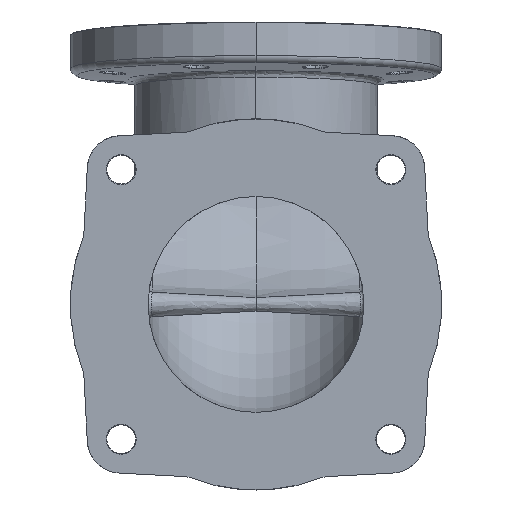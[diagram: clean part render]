
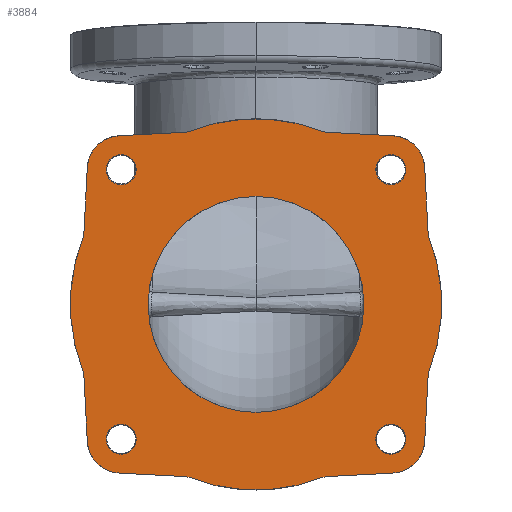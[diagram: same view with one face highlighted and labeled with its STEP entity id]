
A CAD part, front view. The second image highlights one B-rep face of the part: STEP entity #3884.
In plain terms, the highlighted planar face has unit normal (0, -1, 0).
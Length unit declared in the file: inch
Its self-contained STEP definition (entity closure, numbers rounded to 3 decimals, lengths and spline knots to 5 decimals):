
#247=DIRECTION('',(-0.052,0.,0.999));
#248=VECTOR('',#247,1.25643);
#249=CARTESIAN_POINT('',(-3.125,-4.91999,-2.53357));
#250=LINE('',#249,#248);
#259=CARTESIAN_POINT('',(0.,-4.91999,0.));
#260=DIRECTION('',(0.,1.,0.));
#261=DIRECTION('',(0.,0.,-1.));
#262=AXIS2_PLACEMENT_3D('',#259,#260,#261);
#264=CARTESIAN_POINT('',(0.,-4.91999,0.));
#265=DIRECTION('',(0.,-1.,0.));
#266=DIRECTION('',(0.,0.,-1.));
#267=AXIS2_PLACEMENT_3D('',#264,#265,#266);
#269=CARTESIAN_POINT('',(0.,-4.91999,0.));
#270=DIRECTION('',(0.,1.,0.));
#271=DIRECTION('',(0.928,0.,0.372));
#272=AXIS2_PLACEMENT_3D('',#269,#270,#271);
#274=CARTESIAN_POINT('',(2.50086,-4.91999,-2.50086));
#275=DIRECTION('',(0.,-1.,0.));
#276=DIRECTION('',(0.052,0.,-0.999));
#277=AXIS2_PLACEMENT_3D('',#274,#275,#276);
#279=CARTESIAN_POINT('',(0.,-4.91999,0.));
#280=DIRECTION('',(0.,1.,0.));
#281=DIRECTION('',(0.372,0.,-0.928));
#282=AXIS2_PLACEMENT_3D('',#279,#280,#281);
#284=CARTESIAN_POINT('',(-2.50086,-4.91999,
-2.50086));
#285=DIRECTION('',(0.,1.,0.));
#286=DIRECTION('',(-0.052,0.,-0.999));
#287=AXIS2_PLACEMENT_3D('',#284,#285,#286);
#289=CARTESIAN_POINT('',(0.,-4.91999,0.));
#290=DIRECTION('',(0.,1.,0.));
#291=DIRECTION('',(-0.928,0.,-0.372));
#292=AXIS2_PLACEMENT_3D('',#289,#290,#291);
#294=CARTESIAN_POINT('',(-2.50086,-4.91999,2.50086));
#295=DIRECTION('',(0.,1.,0.));
#296=DIRECTION('',(-0.999,0.,0.052));
#297=AXIS2_PLACEMENT_3D('',#294,#295,#296);
#299=CARTESIAN_POINT('',(0.,-4.91999,0.));
#300=DIRECTION('',(0.,1.,0.));
#301=DIRECTION('',(-0.372,0.,0.928));
#302=AXIS2_PLACEMENT_3D('',#299,#300,#301);
#304=CARTESIAN_POINT('',(2.50086,-4.91999,2.50086));
#305=DIRECTION('',(0.,-1.,0.));
#306=DIRECTION('',(0.999,0.,0.052));
#307=AXIS2_PLACEMENT_3D('',#304,#305,#306);
#2126=DIRECTION('',(-0.052,0.,0.999));
#2127=VECTOR('',#2126,1.25643);
#2128=CARTESIAN_POINT('',(3.19076,-4.91999,1.27886));
#2129=LINE('',#2128,#2127);
#2138=DIRECTION('',(-0.999,0.,0.052));
#2139=VECTOR('',#2138,1.25643);
#2140=CARTESIAN_POINT('',(2.53357,-4.91999,3.125));
#2141=LINE('',#2140,#2139);
#2237=DIRECTION('',(0.999,0.,0.052));
#2238=VECTOR('',#2237,1.25643);
#2239=CARTESIAN_POINT('',(-2.53357,-4.91999,3.125));
#2240=LINE('',#2239,#2238);
#2253=DIRECTION('',(0.052,0.,0.999));
#2254=VECTOR('',#2253,1.25643);
#2255=CARTESIAN_POINT('',(-3.19076,-4.91999,
1.27886));
#2256=LINE('',#2255,#2254);
#2420=DIRECTION('',(0.052,0.,0.999));
#2421=VECTOR('',#2420,1.25643);
#2422=CARTESIAN_POINT('',(3.125,-4.91999,-2.53357));
#2423=LINE('',#2422,#2421);
#2480=DIRECTION('',(0.999,0.,0.052));
#2481=VECTOR('',#2480,1.25643);
#2482=CARTESIAN_POINT('',(1.27886,-4.91999,
-3.19076));
#2483=LINE('',#2482,#2481);
#2488=DIRECTION('',(-0.999,0.,0.052));
#2489=VECTOR('',#2488,1.25643);
#2490=CARTESIAN_POINT('',(-1.27886,-4.91999,
-3.19076));
#2491=LINE('',#2490,#2489);
#2500=CARTESIAN_POINT('',(2.497,-4.91999,-2.497));
#2501=DIRECTION('',(0.,-1.,0.));
#2502=DIRECTION('',(0.,0.,-1.));
#2503=AXIS2_PLACEMENT_3D('',#2500,#2501,#2502);
#2510=CARTESIAN_POINT('',(2.497,-4.91999,-2.497));
#2511=DIRECTION('',(0.,-1.,0.));
#2512=DIRECTION('',(0.,0.,1.));
#2513=AXIS2_PLACEMENT_3D('',#2510,#2511,#2512);
#2604=CARTESIAN_POINT('',(-2.497,-4.91999,-2.497));
#2605=DIRECTION('',(0.,-1.,0.));
#2606=DIRECTION('',(0.,0.,-1.));
#2607=AXIS2_PLACEMENT_3D('',#2604,#2605,#2606);
#2614=CARTESIAN_POINT('',(-2.497,-4.91999,-2.497));
#2615=DIRECTION('',(0.,-1.,0.));
#2616=DIRECTION('',(0.,0.,1.));
#2617=AXIS2_PLACEMENT_3D('',#2614,#2615,#2616);
#2708=CARTESIAN_POINT('',(2.497,-4.91999,2.497));
#2709=DIRECTION('',(0.,-1.,0.));
#2710=DIRECTION('',(0.,0.,-1.));
#2711=AXIS2_PLACEMENT_3D('',#2708,#2709,#2710);
#2718=CARTESIAN_POINT('',(2.497,-4.91999,2.497));
#2719=DIRECTION('',(0.,-1.,0.));
#2720=DIRECTION('',(0.,0.,1.));
#2721=AXIS2_PLACEMENT_3D('',#2718,#2719,#2720);
#2812=CARTESIAN_POINT('',(-2.497,-4.91999,2.497));
#2813=DIRECTION('',(0.,-1.,0.));
#2814=DIRECTION('',(0.,0.,-1.));
#2815=AXIS2_PLACEMENT_3D('',#2812,#2813,#2814);
#2822=CARTESIAN_POINT('',(-2.497,-4.91999,2.497));
#2823=DIRECTION('',(0.,-1.,0.));
#2824=DIRECTION('',(0.,0.,1.));
#2825=AXIS2_PLACEMENT_3D('',#2822,#2823,#2824);
#3022=CARTESIAN_POINT('',(0.,-4.91999,-2.));
#3023=CARTESIAN_POINT('',(0.,-4.91999,2.));
#3024=VERTEX_POINT('',#3022);
#3025=VERTEX_POINT('',#3023);
#3026=CARTESIAN_POINT('',(3.19076,-4.91999,1.27886));
#3027=CARTESIAN_POINT('',(3.19076,-4.91999,
-1.27886));
#3028=VERTEX_POINT('',#3026);
#3029=VERTEX_POINT('',#3027);
#3030=CARTESIAN_POINT('',(1.27886,-4.91999,
-3.19076));
#3031=CARTESIAN_POINT('',(-1.27886,-4.91999,
-3.19076));
#3032=VERTEX_POINT('',#3030);
#3033=VERTEX_POINT('',#3031);
#3034=CARTESIAN_POINT('',(-3.19076,-4.91999,
-1.27886));
#3035=CARTESIAN_POINT('',(-3.19076,-4.91999,
1.27886));
#3036=VERTEX_POINT('',#3034);
#3037=VERTEX_POINT('',#3035);
#3038=CARTESIAN_POINT('',(-1.27886,-4.91999,
3.19076));
#3039=CARTESIAN_POINT('',(1.27886,-4.91999,3.19076));
#3040=VERTEX_POINT('',#3038);
#3041=VERTEX_POINT('',#3039);
#3042=CARTESIAN_POINT('',(-2.53357,-4.91999,-3.125));
#3043=VERTEX_POINT('',#3042);
#3044=CARTESIAN_POINT('',(-3.125,-4.91999,-2.53357));
#3045=VERTEX_POINT('',#3044);
#3046=CARTESIAN_POINT('',(-3.125,-4.91999,2.53357));
#3047=VERTEX_POINT('',#3046);
#3048=CARTESIAN_POINT('',(-2.53357,-4.91999,3.125));
#3049=VERTEX_POINT('',#3048);
#3050=CARTESIAN_POINT('',(2.53357,-4.91999,-3.125));
#3051=VERTEX_POINT('',#3050);
#3052=CARTESIAN_POINT('',(3.125,-4.91999,-2.53357));
#3053=VERTEX_POINT('',#3052);
#3054=CARTESIAN_POINT('',(3.125,-4.91999,2.53357));
#3055=VERTEX_POINT('',#3054);
#3056=CARTESIAN_POINT('',(2.53357,-4.91999,3.125));
#3057=VERTEX_POINT('',#3056);
#3078=CARTESIAN_POINT('',(2.497,-4.91999,-2.7745));
#3079=CARTESIAN_POINT('',(2.497,-4.91999,-2.2195));
#3080=VERTEX_POINT('',#3078);
#3081=VERTEX_POINT('',#3079);
#3086=CARTESIAN_POINT('',(-2.497,-4.91999,-2.7745));
#3087=CARTESIAN_POINT('',(-2.497,-4.91999,-2.2195));
#3088=VERTEX_POINT('',#3086);
#3089=VERTEX_POINT('',#3087);
#3094=CARTESIAN_POINT('',(-2.497,-4.91999,2.2195));
#3095=CARTESIAN_POINT('',(-2.497,-4.91999,2.7745));
#3096=VERTEX_POINT('',#3094);
#3097=VERTEX_POINT('',#3095);
#3102=CARTESIAN_POINT('',(2.497,-4.91999,2.2195));
#3103=CARTESIAN_POINT('',(2.497,-4.91999,2.7745));
#3104=VERTEX_POINT('',#3102);
#3105=VERTEX_POINT('',#3103);
#3816=CARTESIAN_POINT('',(4.1284,-4.91999,
-3.75404));
#3817=DIRECTION('',(0.,1.,0.));
#3818=DIRECTION('',(0.,0.,1.));
#3819=AXIS2_PLACEMENT_3D('',#3816,#3817,#3818);
#3820=PLANE('',#3819);
#3822=ORIENTED_EDGE('',*,*,#3821,.T.);
#3824=ORIENTED_EDGE('',*,*,#3823,.F.);
#3826=ORIENTED_EDGE('',*,*,#3825,.F.);
#3828=ORIENTED_EDGE('',*,*,#3827,.F.);
#3830=ORIENTED_EDGE('',*,*,#3829,.T.);
#3832=ORIENTED_EDGE('',*,*,#3831,.T.);
#3834=ORIENTED_EDGE('',*,*,#3833,.T.);
#3835=ORIENTED_EDGE('',*,*,#3806,.T.);
#3837=ORIENTED_EDGE('',*,*,#3836,.T.);
#3839=ORIENTED_EDGE('',*,*,#3838,.T.);
#3841=ORIENTED_EDGE('',*,*,#3840,.T.);
#3843=ORIENTED_EDGE('',*,*,#3842,.T.);
#3845=ORIENTED_EDGE('',*,*,#3844,.T.);
#3847=ORIENTED_EDGE('',*,*,#3846,.F.);
#3849=ORIENTED_EDGE('',*,*,#3848,.F.);
#3851=ORIENTED_EDGE('',*,*,#3850,.F.);
#3852=EDGE_LOOP('',(#3822,#3824,#3826,#3828,#3830,#3832,#3834,#3835,#3837,#3839,
#3841,#3843,#3845,#3847,#3849,#3851));
#3853=FACE_OUTER_BOUND('',#3852,.F.);
#3855=ORIENTED_EDGE('',*,*,#3854,.F.);
#3857=ORIENTED_EDGE('',*,*,#3856,.T.);
#3858=EDGE_LOOP('',(#3855,#3857));
#3859=FACE_BOUND('',#3858,.F.);
#3861=ORIENTED_EDGE('',*,*,#3860,.T.);
#3863=ORIENTED_EDGE('',*,*,#3862,.T.);
#3864=EDGE_LOOP('',(#3861,#3863));
#3865=FACE_BOUND('',#3864,.F.);
#3867=ORIENTED_EDGE('',*,*,#3866,.T.);
#3869=ORIENTED_EDGE('',*,*,#3868,.T.);
#3870=EDGE_LOOP('',(#3867,#3869));
#3871=FACE_BOUND('',#3870,.F.);
#3873=ORIENTED_EDGE('',*,*,#3872,.T.);
#3875=ORIENTED_EDGE('',*,*,#3874,.T.);
#3876=EDGE_LOOP('',(#3873,#3875));
#3877=FACE_BOUND('',#3876,.F.);
#3879=ORIENTED_EDGE('',*,*,#3878,.T.);
#3881=ORIENTED_EDGE('',*,*,#3880,.T.);
#3882=EDGE_LOOP('',(#3879,#3881));
#3883=FACE_BOUND('',#3882,.F.);
#263=CIRCLE('',#262,2.);
#268=CIRCLE('',#267,2.);
#273=CIRCLE('',#272,3.4375);
#278=CIRCLE('',#277,0.625);
#283=CIRCLE('',#282,3.4375);
#288=CIRCLE('',#287,0.625);
#293=CIRCLE('',#292,3.4375);
#298=CIRCLE('',#297,0.625);
#303=CIRCLE('',#302,3.4375);
#308=CIRCLE('',#307,0.625);
#2504=CIRCLE('',#2503,0.2775);
#2514=CIRCLE('',#2513,0.2775);
#2608=CIRCLE('',#2607,0.2775);
#2618=CIRCLE('',#2617,0.2775);
#2712=CIRCLE('',#2711,0.2775);
#2722=CIRCLE('',#2721,0.2775);
#2816=CIRCLE('',#2815,0.2775);
#2826=CIRCLE('',#2825,0.2775);
#3806=EDGE_CURVE('',#3045,#3036,#250,.T.);
#3821=EDGE_CURVE('',#3028,#3029,#273,.T.);
#3823=EDGE_CURVE('',#3053,#3029,#2423,.T.);
#3825=EDGE_CURVE('',#3051,#3053,#278,.T.);
#3827=EDGE_CURVE('',#3032,#3051,#2483,.T.);
#3829=EDGE_CURVE('',#3032,#3033,#283,.T.);
#3831=EDGE_CURVE('',#3033,#3043,#2491,.T.);
#3833=EDGE_CURVE('',#3043,#3045,#288,.T.);
#3836=EDGE_CURVE('',#3036,#3037,#293,.T.);
#3838=EDGE_CURVE('',#3037,#3047,#2256,.T.);
#3840=EDGE_CURVE('',#3047,#3049,#298,.T.);
#3842=EDGE_CURVE('',#3049,#3040,#2240,.T.);
#3844=EDGE_CURVE('',#3040,#3041,#303,.T.);
#3846=EDGE_CURVE('',#3057,#3041,#2141,.T.);
#3848=EDGE_CURVE('',#3055,#3057,#308,.T.);
#3850=EDGE_CURVE('',#3028,#3055,#2129,.T.);
#3854=EDGE_CURVE('',#3024,#3025,#263,.T.);
#3856=EDGE_CURVE('',#3024,#3025,#268,.T.);
#3860=EDGE_CURVE('',#3080,#3081,#2504,.T.);
#3862=EDGE_CURVE('',#3081,#3080,#2514,.T.);
#3866=EDGE_CURVE('',#3088,#3089,#2608,.T.);
#3868=EDGE_CURVE('',#3089,#3088,#2618,.T.);
#3872=EDGE_CURVE('',#3104,#3105,#2712,.T.);
#3874=EDGE_CURVE('',#3105,#3104,#2722,.T.);
#3878=EDGE_CURVE('',#3096,#3097,#2816,.T.);
#3880=EDGE_CURVE('',#3097,#3096,#2826,.T.);
#3884=ADVANCED_FACE('',(#3853,#3859,#3865,#3871,#3877,#3883),#3820,.F.);
